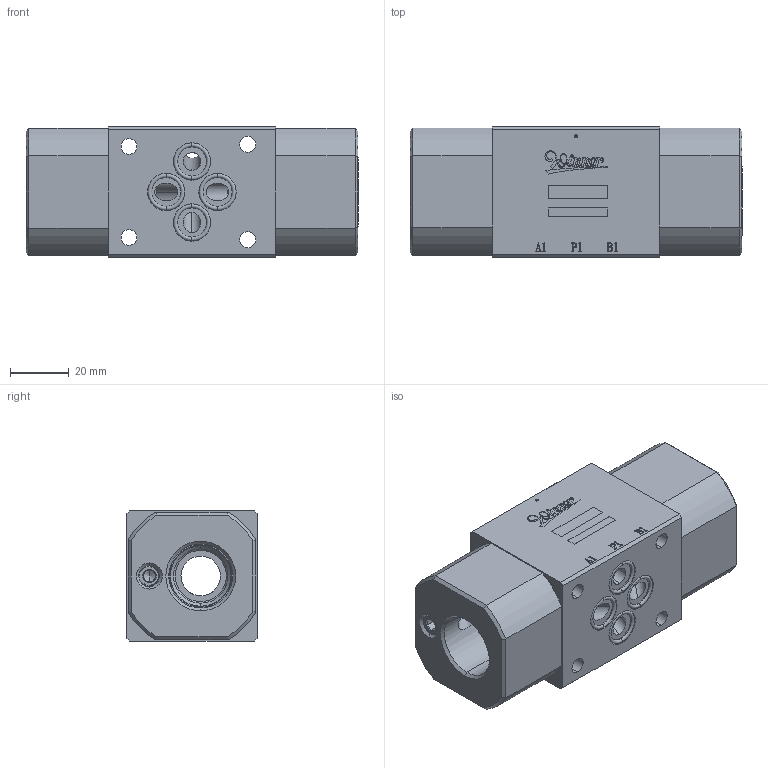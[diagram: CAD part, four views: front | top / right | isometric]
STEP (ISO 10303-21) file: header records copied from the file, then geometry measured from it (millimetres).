
FILE_DESCRIPTION (( 'STEP AP203' ), '1' );
FILE_NAME ('MH03DDT-11A3-11A3-Z01.STEP', '2025-01-10T00:35:30', ( 'user' ), ( '' ), 'SwSTEP 2.0', 'SolidWorks 2018', '' );
FILE_SCHEMA (( 'CONFIG_CONTROL_DESIGN' ));
Length unit declared in the file: millimetre
Products named in the file (4): 5DBP00A002; MH03DDT-11A3-11A3-Z01; 4KAA012AA001_W3046用; 6EC03040DDTXXA001
Assembly tree (7 placements, depth 2):
  MH03DDT-11A3-11A3-Z01
    4KAA012AA001_W3046用  x4
    5DBP00A002  x2
    6EC03040DDTXXA001
Bounding box: 113.2 x 44.55 x 44.5 mm (x, y, z)
Volume: 166695.4 mm3; surface area: 36794.5 mm2
Topology: 7 solids, 7 shells, 584 faces, 1554 edges, 996 vertices
Faces by surface type: cylinder 251, plane 199, cone 67, bspline 51, torus 16
Entity records: 21880 total; most frequent: CARTESIAN_POINT 8217, ORIENTED_EDGE 2852, DIRECTION 2643, EDGE_CURVE 1426, AXIS2_PLACEMENT_3D 947, VERTEX_POINT 927, LINE 749, VECTOR 749
